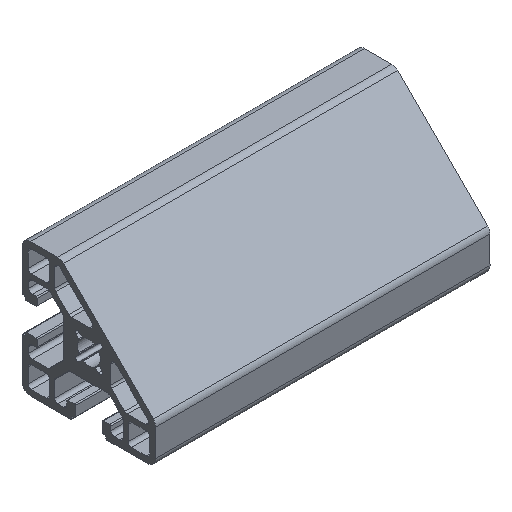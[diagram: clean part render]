
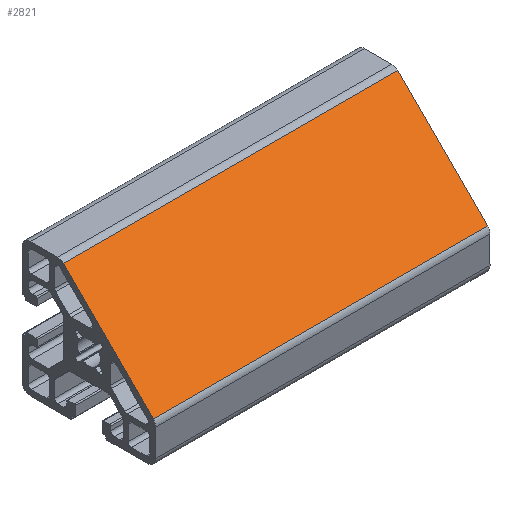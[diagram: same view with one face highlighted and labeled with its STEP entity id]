
A CAD part, isometric view. The second image highlights one B-rep face of the part: STEP entity #2821.
In plain terms, the highlighted planar face has unit normal (0, -0.707, 0.707).
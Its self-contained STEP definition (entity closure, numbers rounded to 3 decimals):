
#29=PLANE('',#3137);
#108=FACE_OUTER_BOUND('',#268,.T.);
#268=EDGE_LOOP('',(#2182,#2183,#2184,#2185));
#420=LINE('',#4234,#704);
#529=LINE('',#4665,#813);
#558=LINE('',#4774,#842);
#560=LINE('',#4777,#844);
#704=VECTOR('',#3337,1000.);
#813=VECTOR('',#3668,1000.);
#842=VECTOR('',#3757,1000.);
#844=VECTOR('',#3761,1000.);
#1157=VERTEX_POINT('',#4231);
#1158=VERTEX_POINT('',#4233);
#1289=VERTEX_POINT('',#4503);
#1369=VERTEX_POINT('',#4663);
#1449=EDGE_CURVE('',#1157,#1158,#420,.T.);
#1668=EDGE_CURVE('',#1289,#1369,#529,.T.);
#1726=EDGE_CURVE('',#1157,#1289,#558,.T.);
#1728=EDGE_CURVE('',#1158,#1369,#560,.T.);
#2182=ORIENTED_EDGE('',*,*,#1668,.T.);
#2183=ORIENTED_EDGE('',*,*,#1728,.F.);
#2184=ORIENTED_EDGE('',*,*,#1449,.F.);
#2185=ORIENTED_EDGE('',*,*,#1726,.T.);
#2821=ADVANCED_FACE('',(#108),#29,.F.);
#3137=AXIS2_PLACEMENT_3D('',#4776,#3759,#3760);
#3337=DIRECTION('',(0.,-0.707,-0.707));
#3668=DIRECTION('',(0.,-0.707,-0.707));
#3757=DIRECTION('',(-1.,0.,0.));
#3759=DIRECTION('center_axis',(0.,0.707,-0.707));
#3760=DIRECTION('ref_axis',(0.,0.707,0.707));
#3761=DIRECTION('',(-1.,0.,0.));
#4231=CARTESIAN_POINT('',(100.,7.588,19.268));
#4233=CARTESIAN_POINT('',(100.,-19.268,-7.588));
#4234=CARTESIAN_POINT('',(100.,7.588,19.268));
#4503=CARTESIAN_POINT('',(0.,7.588,19.268));
#4663=CARTESIAN_POINT('',(0.,-19.268,-7.588));
#4665=CARTESIAN_POINT('',(0.,7.588,19.268));
#4774=CARTESIAN_POINT('',(100.,7.588,19.268));
#4776=CARTESIAN_POINT('Origin',(100.,7.588,19.268));
#4777=CARTESIAN_POINT('',(100.,-19.268,-7.588));
